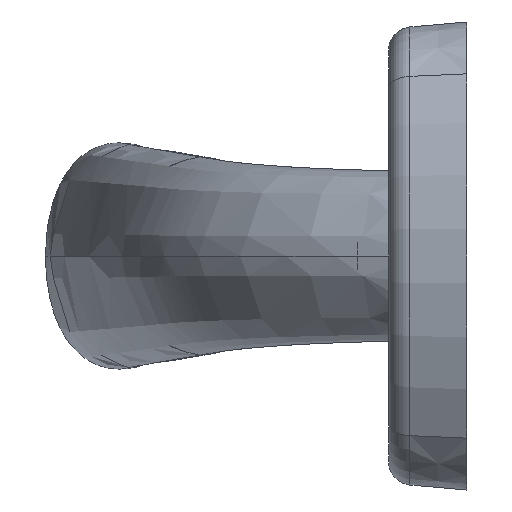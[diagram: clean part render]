
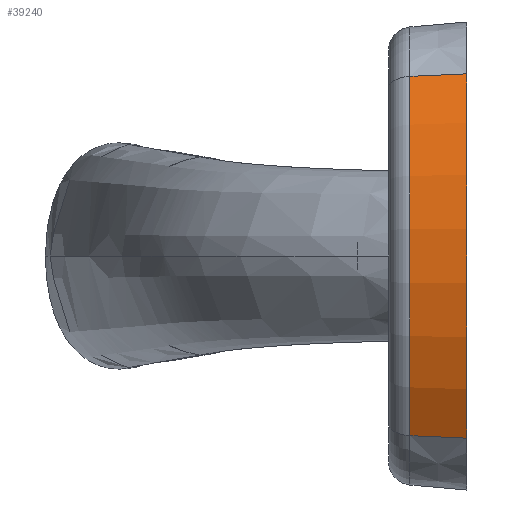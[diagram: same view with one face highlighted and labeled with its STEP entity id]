
A CAD part, left-side view. The second image highlights one B-rep face of the part: STEP entity #39240.
In plain terms, the highlighted conical face has half-angle 5 degrees and reference radius 22.861 mm.
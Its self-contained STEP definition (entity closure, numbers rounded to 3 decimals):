
#14490=CARTESIAN_POINT('',(-61.565,0.,
-11.677));
#14500=VERTEX_POINT('',#14490);
#14530=CARTESIAN_POINT('',(-41.75,0.,0.));
#14540=DIRECTION('',(0.,-1.,0.));
#14550=DIRECTION('',(-0.862,0.,0.508));
#14560=AXIS2_PLACEMENT_3D('',#14530,#14540,#14550);
#14570=CIRCLE('',#14560,23.);
#14580=CARTESIAN_POINT('',(-61.565,0.,
11.677));
#14590=VERTEX_POINT('',#14580);
#14600=EDGE_CURVE('',#14590,#14500,#14570,.T.);
#38820=CARTESIAN_POINT('',(-61.326,3.174,11.536
));
#38830=DIRECTION('',(-0.075,-0.996,
0.044));
#38840=VECTOR('',#38830,3.186);
#38850=LINE('',#38820,#38840);
#38860=CARTESIAN_POINT('',(-61.292,3.631,
11.516));
#38870=VERTEX_POINT('',#38860);
#38880=EDGE_CURVE('',#38870,#14590,#38850,.T.);
#39000=CARTESIAN_POINT('',(-41.75,1.587,0.));
#39010=DIRECTION('',(0.,-1.,0.));
#39020=DIRECTION('',(-1.,0.,0.));
#39030=AXIS2_PLACEMENT_3D('',#39000,#39010,#39020);
#39040=CONICAL_SURFACE('',#39030,22.861,0.087);
#39050=ORIENTED_EDGE('',*,*,#38880,.F.);
#39060=ORIENTED_EDGE('',*,*,#14600,.F.);
#39070=CARTESIAN_POINT('',(-61.326,3.174,
-11.536));
#39080=DIRECTION('',(-0.075,-0.996,
-0.044));
#39090=VECTOR('',#39080,3.186);
#39100=LINE('',#39070,#39090);
#39110=CARTESIAN_POINT('',(-61.292,3.631,
-11.516));
#39120=VERTEX_POINT('',#39110);
#39130=EDGE_CURVE('',#39120,#14500,#39100,.T.);
#39140=ORIENTED_EDGE('',*,*,#39130,.T.);
#39150=CARTESIAN_POINT('',(-41.75,3.631,0.));
#39160=DIRECTION('',(0.,-1.,0.));
#39170=DIRECTION('',(-1.,0.,0.));
#39180=AXIS2_PLACEMENT_3D('',#39150,#39160,#39170);
#39190=CIRCLE('',#39180,22.682);
#39200=EDGE_CURVE('',#38870,#39120,#39190,.T.);
#39210=ORIENTED_EDGE('',*,*,#39200,.T.);
#39220=EDGE_LOOP('',(#39210,#39140,#39060,#39050));
#39230=FACE_OUTER_BOUND('',#39220,.T.);
#39240=ADVANCED_FACE('',(#39230),#39040,.T.);
